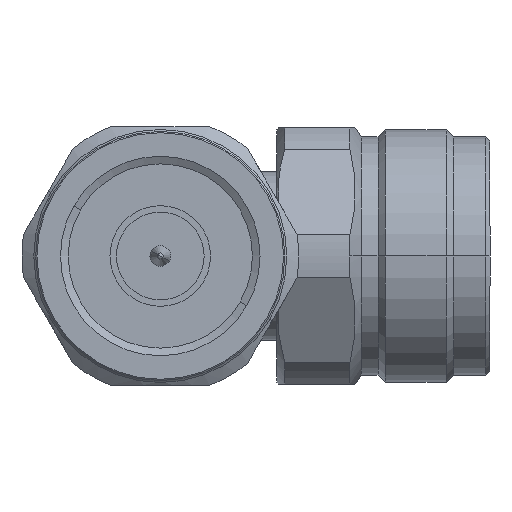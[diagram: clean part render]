
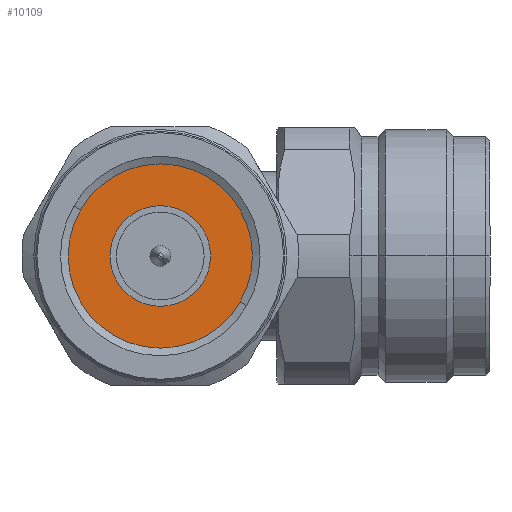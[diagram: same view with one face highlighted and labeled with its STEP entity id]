
A CAD part, left-side view. The second image highlights one B-rep face of the part: STEP entity #10109.
In plain terms, the highlighted planar face has unit normal (-1, 0, 0).
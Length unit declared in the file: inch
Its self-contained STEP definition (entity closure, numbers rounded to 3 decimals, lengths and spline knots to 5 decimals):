
#254 = FACE_OUTER_BOUND ( 'NONE', #28252, .T. ) ;
#1766 = DIRECTION ( 'NONE',  ( 0., 0., 1. ) ) ;
#1839 = VERTEX_POINT ( 'NONE', #22781 ) ;
#1945 = CARTESIAN_POINT ( 'NONE',  ( 0.35943, 0., 0. ) ) ;
#2609 = AXIS2_PLACEMENT_3D ( 'NONE', #14137, #25327, #31953 ) ;
#3786 = CIRCLE ( 'NONE', #29295, 0.34395 ) ;
#5169 = DIRECTION ( 'NONE',  ( 0., 0., 1. ) ) ;
#5190 = VERTEX_POINT ( 'NONE', #35526 ) ;
#7166 = ORIENTED_EDGE ( 'NONE', *, *, #22602, .F. ) ;
#8418 = EDGE_LOOP ( 'NONE', ( #7166, #25219 ) ) ;
#9112 = CARTESIAN_POINT ( 'NONE',  ( 0.35943, 0., -0.34395 ) ) ;
#10109 = ADVANCED_FACE ( 'NONE', ( #14401, #254 ), #42054, .F. ) ;
#12012 = CARTESIAN_POINT ( 'NONE',  ( 0.35943, 0., 0. ) ) ;
#14137 = CARTESIAN_POINT ( 'NONE',  ( 0.35943, 0., 0. ) ) ;
#14291 = EDGE_CURVE ( 'NONE', #34079, #23762, #3786, .T. ) ;
#14401 = FACE_BOUND ( 'NONE', #8418, .T. ) ;
#15861 = DIRECTION ( 'NONE',  ( -1., 0., 0. ) ) ;
#16190 = DIRECTION ( 'NONE',  ( 0., 0., -1. ) ) ;
#16556 = EDGE_CURVE ( 'NONE', #1839, #5190, #22003, .T. ) ;
#17935 = ORIENTED_EDGE ( 'NONE', *, *, #14291, .T. ) ;
#22003 = CIRCLE ( 'NONE', #42431, 0.15748 ) ;
#22084 = DIRECTION ( 'NONE',  ( -1., 0., 0. ) ) ;
#22602 = EDGE_CURVE ( 'NONE', #5190, #1839, #26632, .T. ) ;
#22781 = CARTESIAN_POINT ( 'NONE',  ( 0.35943, 0., -0.15748 ) ) ;
#23762 = VERTEX_POINT ( 'NONE', #38409 ) ;
#25219 = ORIENTED_EDGE ( 'NONE', *, *, #16556, .F. ) ;
#25327 = DIRECTION ( 'NONE',  ( -1., 0., 0. ) ) ;
#26632 = CIRCLE ( 'NONE', #42714, 0.15748 ) ;
#28252 = EDGE_LOOP ( 'NONE', ( #39941, #17935 ) ) ;
#28825 = CIRCLE ( 'NONE', #2609, 0.34395 ) ;
#29295 = AXIS2_PLACEMENT_3D ( 'NONE', #1945, #15861, #29780 ) ;
#29780 = DIRECTION ( 'NONE',  ( 0., 0., 1. ) ) ;
#30117 = DIRECTION ( 'NONE',  ( 1., 0., 0. ) ) ;
#31953 = DIRECTION ( 'NONE',  ( 0., 0., 1. ) ) ;
#32818 = CARTESIAN_POINT ( 'NONE',  ( 0.35943, 0., 0. ) ) ;
#33038 = DIRECTION ( 'NONE',  ( -1., 0., 0. ) ) ;
#34079 = VERTEX_POINT ( 'NONE', #9112 ) ;
#35526 = CARTESIAN_POINT ( 'NONE',  ( 0.35943, 0., 0.15748 ) ) ;
#38409 = CARTESIAN_POINT ( 'NONE',  ( 0.35943, 0., 0.34395 ) ) ;
#38624 = CARTESIAN_POINT ( 'NONE',  ( 0.35943, 0.34395, 0. ) ) ;
#39941 = ORIENTED_EDGE ( 'NONE', *, *, #41435, .T. ) ;
#41435 = EDGE_CURVE ( 'NONE', #23762, #34079, #28825, .T. ) ;
#42054 = PLANE ( 'NONE',  #44444 ) ;
#42431 = AXIS2_PLACEMENT_3D ( 'NONE', #32818, #33038, #1766 ) ;
#42714 = AXIS2_PLACEMENT_3D ( 'NONE', #12012, #22084, #5169 ) ;
#44444 = AXIS2_PLACEMENT_3D ( 'NONE', #38624, #30117, #16190 ) ;
